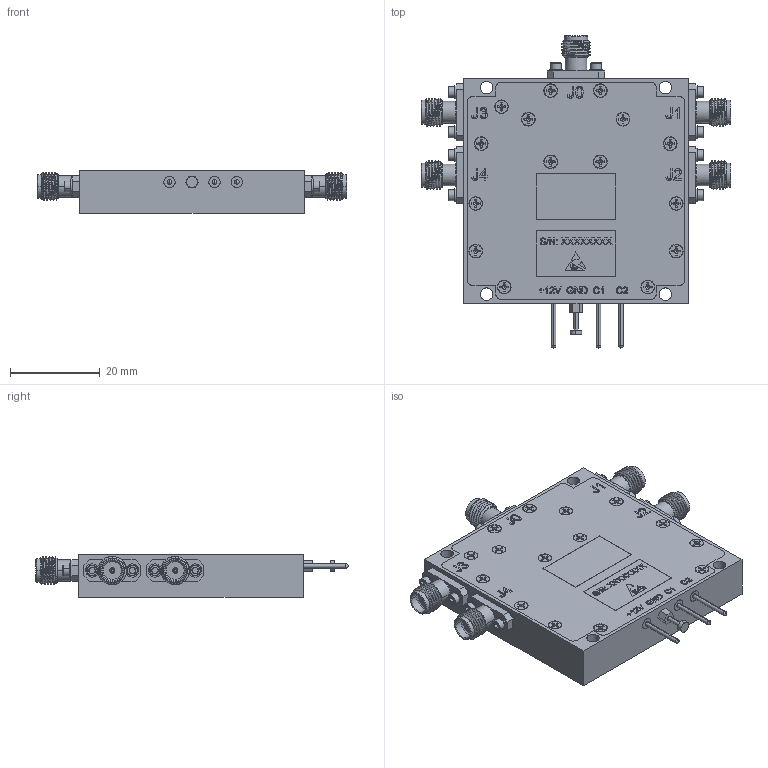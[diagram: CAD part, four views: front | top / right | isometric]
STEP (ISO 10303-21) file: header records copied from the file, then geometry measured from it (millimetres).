
FILE_DESCRIPTION (( 'STEP AP203' ), '1' );
FILE_NAME ('FMSW1104.step', '2020-09-08T22:20:00', ( '' ), ( '' ), 'SwSTEP 2.0', 'SolidWorks 2018', '' );
FILE_SCHEMA (( 'CONFIG_CONTROL_DESIGN' ));
Products named in the file (1): FMSW1104
Bounding box: 69.05 x 69.53 x 9.55 mm (x, y, z)
Volume: 24787.2 mm3; surface area: 9559.1 mm2
Topology: 1 solids, 16 shells, 1960 faces, 5105 edges, 3314 vertices
Faces by surface type: plane 900, cylinder 426, cone 385, bspline 228, torus 15, sphere 6
Entity records: 80959 total; most frequent: CARTESIAN_POINT 35948, ORIENTED_EDGE 10146, DIRECTION 8183, EDGE_CURVE 5073, VERTEX_POINT 3308, AXIS2_PLACEMENT_3D 2843, LINE 2497, VECTOR 2497
